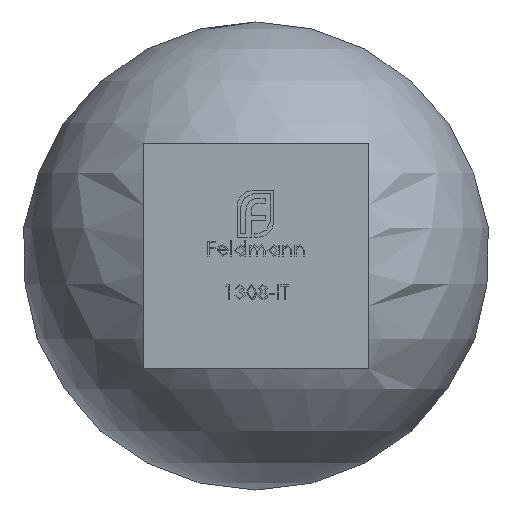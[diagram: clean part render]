
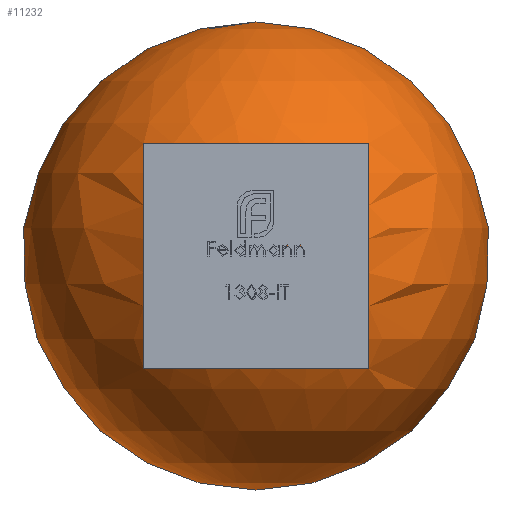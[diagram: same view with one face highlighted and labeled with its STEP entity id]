
A CAD part, front view. The second image highlights one B-rep face of the part: STEP entity #11232.
In plain terms, the highlighted spherical face has radius 12.5 mm.
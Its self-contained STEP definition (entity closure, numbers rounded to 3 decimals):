
#63 = ORIENTED_EDGE ( 'NONE', *, *, #137, .T. ) ;
#137 = EDGE_CURVE ( 'NONE', #977, #4131, #1335, .T. ) ;
#215 = CARTESIAN_POINT ( 'NONE',  ( 6., 1187.5, 0. ) ) ;
#407 = DIRECTION ( 'NONE',  ( 0., 0., 1. ) ) ;
#493 = EDGE_CURVE ( 'NONE', #10854, #977, #11091, .T. ) ;
#977 = VERTEX_POINT ( 'NONE', #4186 ) ;
#1000 = EDGE_CURVE ( 'NONE', #4131, #4169, #2533, .T. ) ;
#1170 = ORIENTED_EDGE ( 'NONE', *, *, #8498, .T. ) ;
#1335 = CIRCLE ( 'NONE', #7520, 10.966 ) ;
#2533 = CIRCLE ( 'NONE', #3006, 10.966 ) ;
#2692 = CARTESIAN_POINT ( 'NONE',  ( 0., 1187.5, -6. ) ) ;
#3006 = AXIS2_PLACEMENT_3D ( 'NONE', #10195, #6208, #12075 ) ;
#3457 = AXIS2_PLACEMENT_3D ( 'NONE', #215, #3974, #11660 ) ;
#3974 = DIRECTION ( 'NONE',  ( 1., 0., 0. ) ) ;
#4131 = VERTEX_POINT ( 'NONE', #12431 ) ;
#4169 = VERTEX_POINT ( 'NONE', #10466 ) ;
#4186 = CARTESIAN_POINT ( 'NONE',  ( -6., 1178.321, -6. ) ) ;
#5158 = AXIS2_PLACEMENT_3D ( 'NONE', #2692, #9495, #10362 ) ;
#6208 = DIRECTION ( 'NONE',  ( 0., 0., 1. ) ) ;
#6268 = DIRECTION ( 'NONE',  ( 1., 0., 0. ) ) ;
#6518 = CARTESIAN_POINT ( 'NONE',  ( -6., 1187.5, 0. ) ) ;
#6648 = DIRECTION ( 'NONE',  ( -1., 0., 0. ) ) ;
#6691 = CARTESIAN_POINT ( 'NONE',  ( 6., 1178.321, -6. ) ) ;
#6995 = EDGE_LOOP ( 'NONE', ( #7277, #1170, #7714, #63 ) ) ;
#7260 = AXIS2_PLACEMENT_3D ( 'NONE', #11881, #407, #6268 ) ;
#7277 = ORIENTED_EDGE ( 'NONE', *, *, #1000, .T. ) ;
#7520 = AXIS2_PLACEMENT_3D ( 'NONE', #6518, #6648, #8554 ) ;
#7714 = ORIENTED_EDGE ( 'NONE', *, *, #493, .T. ) ;
#7743 = FACE_OUTER_BOUND ( 'NONE', #6995, .T. ) ;
#8019 = CIRCLE ( 'NONE', #3457, 10.966 ) ;
#8498 = EDGE_CURVE ( 'NONE', #4169, #10854, #8019, .T. ) ;
#8554 = DIRECTION ( 'NONE',  ( 0., 0., 1. ) ) ;
#9495 = DIRECTION ( 'NONE',  ( 0., 0., -1. ) ) ;
#10195 = CARTESIAN_POINT ( 'NONE',  ( 0., 1187.5, 6. ) ) ;
#10362 = DIRECTION ( 'NONE',  ( -1., 0., 0. ) ) ;
#10466 = CARTESIAN_POINT ( 'NONE',  ( 6., 1178.321, 6. ) ) ;
#10854 = VERTEX_POINT ( 'NONE', #6691 ) ;
#11091 = CIRCLE ( 'NONE', #5158, 10.966 ) ;
#11232 = ADVANCED_FACE ( 'NONE', ( #7743 ), #11773, .T. ) ;
#11660 = DIRECTION ( 'NONE',  ( 0., 0., -1. ) ) ;
#11773 = SPHERICAL_SURFACE ( 'NONE', #7260, 12.5 ) ;
#11881 = CARTESIAN_POINT ( 'NONE',  ( 0., 1187.5, 0. ) ) ;
#12075 = DIRECTION ( 'NONE',  ( 1., 0., 0. ) ) ;
#12431 = CARTESIAN_POINT ( 'NONE',  ( -6., 1178.321, 6. ) ) ;
